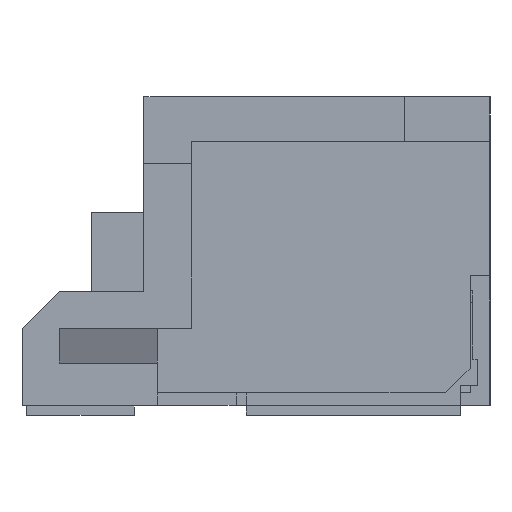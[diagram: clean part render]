
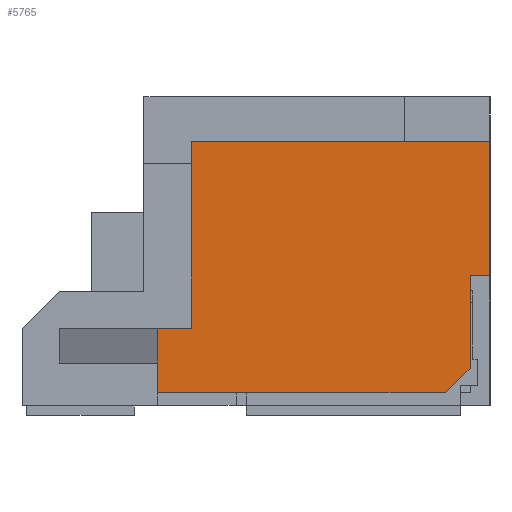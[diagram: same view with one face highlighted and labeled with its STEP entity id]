
A CAD part, left-side view. The second image highlights one B-rep face of the part: STEP entity #5765.
In plain terms, the highlighted planar face has unit normal (-1, 0, 0).
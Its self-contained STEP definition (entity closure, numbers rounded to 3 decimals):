
#55=FACE_OUTER_BOUND('',#370,.T.);
#370=EDGE_LOOP('',(#3995,#3996,#3997,#3998,#3999,#4000,#4001,#4002,#4003,
#4004));
#781=LINE('',#8091,#1625);
#858=LINE('',#8239,#1702);
#859=LINE('',#8243,#1703);
#860=LINE('',#8245,#1704);
#861=LINE('',#8247,#1705);
#862=LINE('',#8248,#1706);
#863=LINE('',#8250,#1707);
#864=LINE('',#8252,#1708);
#865=LINE('',#8254,#1709);
#866=LINE('',#8255,#1710);
#1625=VECTOR('',#6525,2.7);
#1702=VECTOR('',#6634,6.);
#1703=VECTOR('',#6637,5.784);
#1704=VECTOR('',#6638,0.707);
#1705=VECTOR('',#6639,1.85);
#1706=VECTOR('',#6640,0.4);
#1707=VECTOR('',#6641,3.75);
#1708=VECTOR('',#6642,0.684);
#1709=VECTOR('',#6643,0.7);
#1710=VECTOR('',#6644,0.6);
#2456=VERTEX_POINT('',#8088);
#2457=VERTEX_POINT('',#8090);
#2512=VERTEX_POINT('',#8237);
#2513=VERTEX_POINT('',#8241);
#2514=VERTEX_POINT('',#8242);
#2515=VERTEX_POINT('',#8244);
#2516=VERTEX_POINT('',#8246);
#2517=VERTEX_POINT('',#8249);
#2518=VERTEX_POINT('',#8251);
#2519=VERTEX_POINT('',#8253);
#3010=EDGE_CURVE('',#2456,#2457,#781,.T.);
#3087=EDGE_CURVE('',#2512,#2456,#858,.T.);
#3088=EDGE_CURVE('',#2513,#2514,#859,.T.);
#3089=EDGE_CURVE('',#2513,#2515,#860,.T.);
#3090=EDGE_CURVE('',#2516,#2515,#861,.T.);
#3091=EDGE_CURVE('',#2516,#2457,#862,.T.);
#3092=EDGE_CURVE('',#2517,#2512,#863,.T.);
#3093=EDGE_CURVE('',#2518,#2517,#864,.T.);
#3094=EDGE_CURVE('',#2518,#2519,#865,.T.);
#3095=EDGE_CURVE('',#2514,#2519,#866,.T.);
#3995=ORIENTED_EDGE('',*,*,#3088,.F.);
#3996=ORIENTED_EDGE('',*,*,#3089,.T.);
#3997=ORIENTED_EDGE('',*,*,#3090,.F.);
#3998=ORIENTED_EDGE('',*,*,#3091,.T.);
#3999=ORIENTED_EDGE('',*,*,#3010,.F.);
#4000=ORIENTED_EDGE('',*,*,#3087,.F.);
#4001=ORIENTED_EDGE('',*,*,#3092,.F.);
#4002=ORIENTED_EDGE('',*,*,#3093,.F.);
#4003=ORIENTED_EDGE('',*,*,#3094,.T.);
#4004=ORIENTED_EDGE('',*,*,#3095,.F.);
#5452=PLANE('',#6092);
#5765=ADVANCED_FACE('',(#55),#5452,.T.);
#6092=AXIS2_PLACEMENT_3D('',#8240,#6635,#6636);
#6525=DIRECTION('',(0.,0.,-1.));
#6634=DIRECTION('',(0.,-1.,0.));
#6635=DIRECTION('center_axis',(-1.,0.,0.));
#6636=DIRECTION('ref_axis',(0.,0.,1.));
#6637=DIRECTION('',(0.,1.,0.));
#6638=DIRECTION('',(0.,-0.707,0.707));
#6639=DIRECTION('',(0.,0.,-1.));
#6640=DIRECTION('',(0.,-1.,0.));
#6641=DIRECTION('',(0.,0.,1.));
#6642=DIRECTION('',(0.,-1.,0.));
#6643=DIRECTION('',(0.,0.,-1.));
#6644=DIRECTION('',(0.,0.,1.));
#8088=CARTESIAN_POINT('',(-10.,-4.7,5.3));
#8090=CARTESIAN_POINT('',(-10.,-4.7,2.6));
#8091=CARTESIAN_POINT('',(-10.,-4.7,5.3));
#8237=CARTESIAN_POINT('',(-10.,1.3,5.3));
#8239=CARTESIAN_POINT('',(-10.,1.3,5.3));
#8240=CARTESIAN_POINT('Origin',(-10.,-4.7,2.6));
#8241=CARTESIAN_POINT('',(-10.,-3.8,0.25));
#8242=CARTESIAN_POINT('',(-10.,1.984,0.25));
#8243=CARTESIAN_POINT('',(-10.,-3.8,0.25));
#8244=CARTESIAN_POINT('',(-10.,-4.3,0.75));
#8245=CARTESIAN_POINT('',(-10.,-3.8,0.25));
#8246=CARTESIAN_POINT('',(-10.,-4.3,2.6));
#8247=CARTESIAN_POINT('',(-10.,-4.3,2.6));
#8248=CARTESIAN_POINT('',(-10.,-4.3,2.6));
#8249=CARTESIAN_POINT('',(-10.,1.3,1.55));
#8250=CARTESIAN_POINT('',(-10.,1.3,1.55));
#8251=CARTESIAN_POINT('',(-10.,1.984,1.55));
#8252=CARTESIAN_POINT('',(-10.,1.984,1.55));
#8253=CARTESIAN_POINT('',(-10.,1.984,0.85));
#8254=CARTESIAN_POINT('',(-10.,1.984,1.55));
#8255=CARTESIAN_POINT('',(-10.,1.984,0.25));
